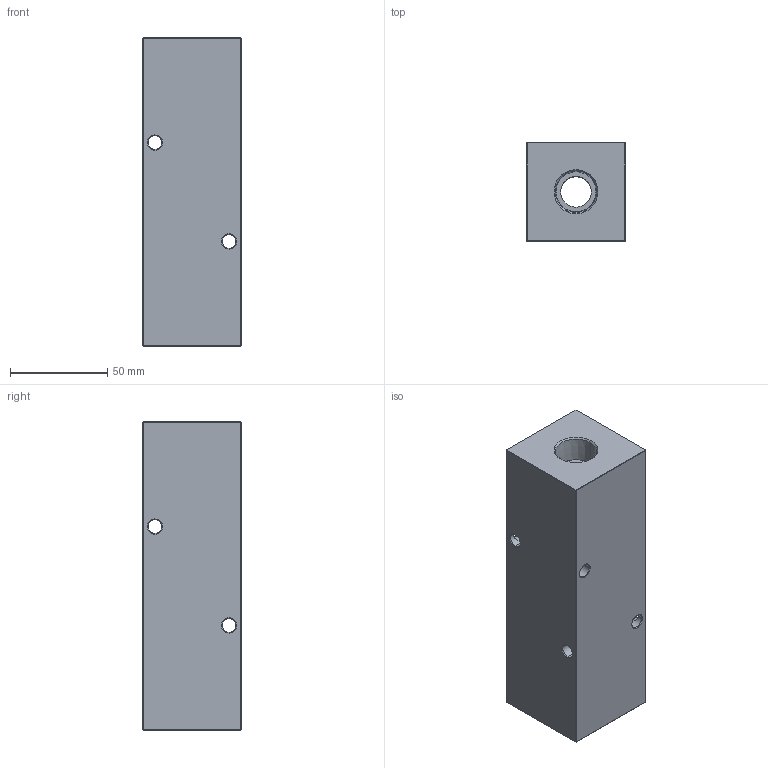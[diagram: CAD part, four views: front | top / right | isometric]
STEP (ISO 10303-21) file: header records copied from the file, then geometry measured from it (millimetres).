
FILE_DESCRIPTION (( 'STEP AP203' ), '1' );
FILE_NAME ('HM-3-90-P-8-6.STEP', '2020-10-30T13:47:53', ( '' ), ( '' ), 'SwSTEP 2.0', 'SolidWorks 2019', '' );
FILE_SCHEMA (( 'CONFIG_CONTROL_DESIGN' ));
Length unit declared in the file: inch
Products named in the file (1): HM-3-90-P-8-6
Bounding box: 50.8 x 50.8 x 158.75 mm (x, y, z)
Volume: 345058.7 mm3; surface area: 52525.8 mm2
Topology: 1 solids, 1 shells, 511 faces, 1338 edges, 874 vertices
Faces by surface type: plane 237, bspline 208, cone 36, cylinder 30
Entity records: 26165 total; most frequent: CARTESIAN_POINT 14915, ORIENTED_EDGE 2676, DIRECTION 1585, EDGE_CURVE 1338, VERTEX_POINT 874, VECTOR 793, LINE 793, EDGE_LOOP 582
